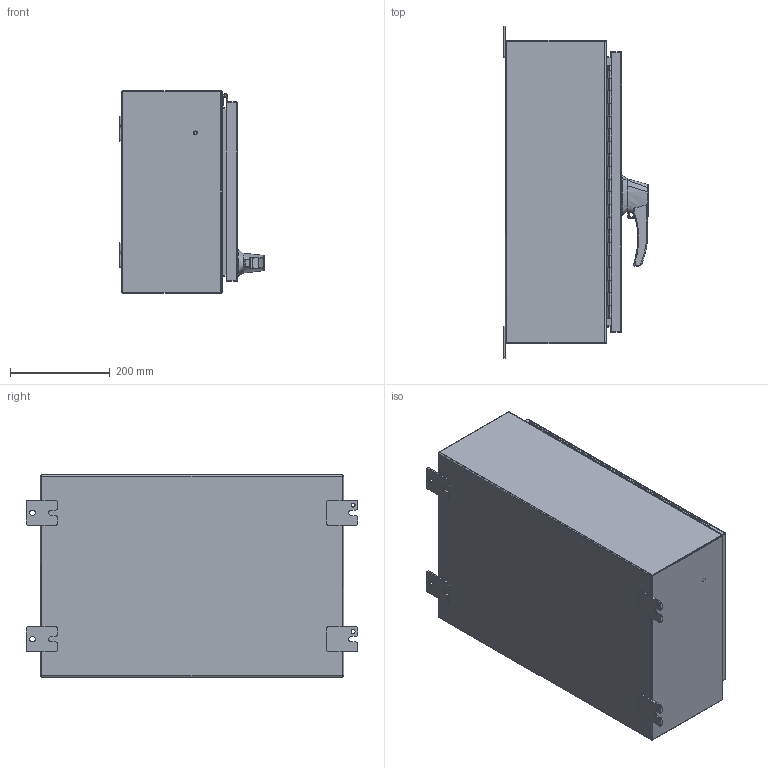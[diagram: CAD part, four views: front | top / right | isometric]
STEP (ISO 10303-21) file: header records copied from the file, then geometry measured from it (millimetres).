
FILE_DESCRIPTION (( 'STEP AP214' ), '1' );
FILE_NAME ('HW24168SSHK.STEP', '2019-08-27T16:15:38', ( '' ), ( '' ), 'SwSTEP 2.0', 'SolidWorks 2018', '' );
FILE_SCHEMA (( 'AUTOMOTIVE_DESIGN' ));
Length unit declared in the file: inch
Products named in the file (1): HW24168SSHK
Bounding box: 290.83 x 666.75 x 406.4 mm (x, y, z)
Volume: 2390407.9 mm3; surface area: 2379450.2 mm2
Topology: 47 solids, 48 shells, 1618 faces, 4102 edges, 2623 vertices
Faces by surface type: plane 776, cylinder 573, bspline 225, cone 44
Entity records: 110284 total; most frequent: CARTESIAN_POINT 51110, ORIENTED_EDGE 8188, DIRECTION 7065, EDGE_CURVE 4094, VERTEX_POINT 2623, AXIS2_PLACEMENT_3D 2357, VECTOR 2351, LINE 2351
